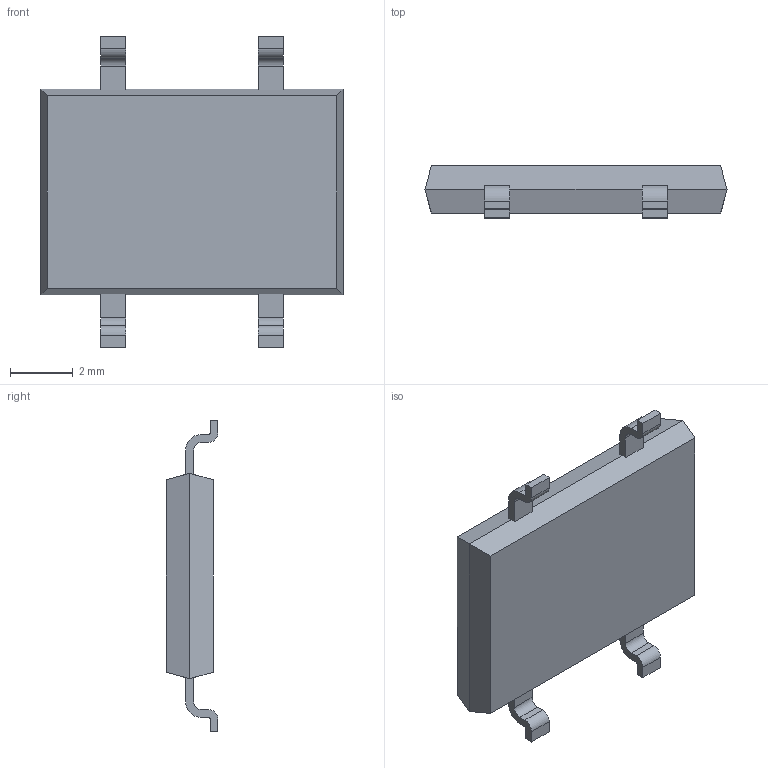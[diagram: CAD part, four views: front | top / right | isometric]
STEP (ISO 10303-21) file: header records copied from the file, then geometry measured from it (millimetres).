
FILE_DESCRIPTION (( 'STEP AP214' ), '1' );
FILE_NAME ('User Library-TT410.STEP', '2019-08-14T02:22:57', ( '' ), ( '' ), 'SwSTEP 2.0', 'SolidWorks 2019', '' );
FILE_SCHEMA (( 'AUTOMOTIVE_DESIGN' ));
Length unit declared in the file: millimetre
Products named in the file (1): User Library-TT410
Bounding box: 9.6 x 1.65 x 9.9 mm (x, y, z)
Volume: 90.9 mm3; surface area: 180.8 mm2
Topology: 1 solids, 1 shells, 242 faces, 587 edges, 328 vertices
Faces by surface type: cylinder 94, bspline 78, plane 70
Entity records: 8340 total; most frequent: CARTESIAN_POINT 2508, ORIENTED_EDGE 1126, DIRECTION 1070, EDGE_CURVE 563, AXIS2_PLACEMENT_3D 394, VERTEX_POINT 328, VECTOR 282, LINE 282
